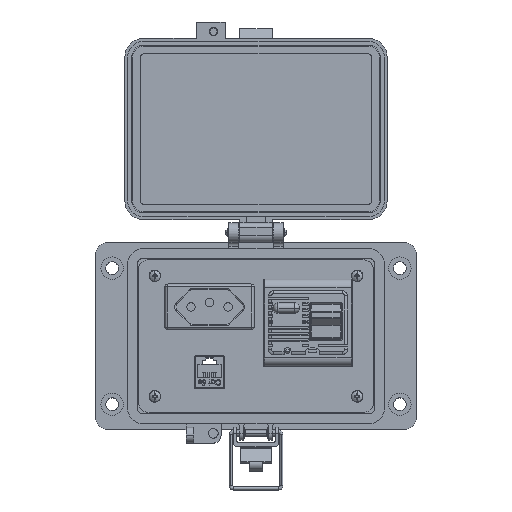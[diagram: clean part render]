
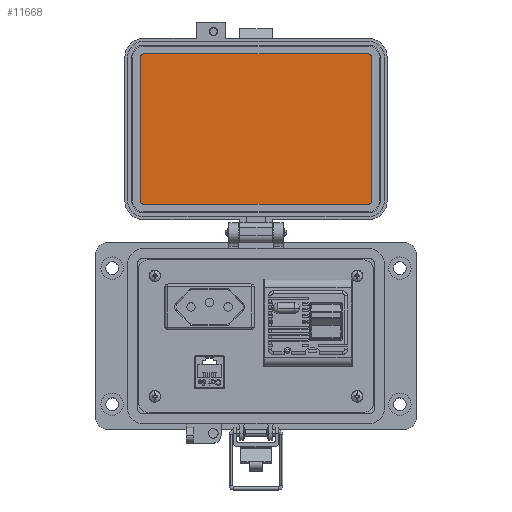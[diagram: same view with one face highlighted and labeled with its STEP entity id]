
A CAD part, top view. The second image highlights one B-rep face of the part: STEP entity #11668.
In plain terms, the highlighted planar face has unit normal (0, 0, 1).
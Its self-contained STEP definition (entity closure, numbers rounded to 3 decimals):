
#6 = VECTOR ( 'NONE', #47988, 1000. ) ;
#1220 = EDGE_CURVE ( 'NONE', #56692, #11867, #19468, .T. ) ;
#2066 = CARTESIAN_POINT ( 'NONE',  ( -57.72, 145.119, 8.694 ) ) ;
#2303 = VERTEX_POINT ( 'NONE', #47222 ) ;
#3058 = LINE ( 'NONE', #49717, #41147 ) ;
#3165 = DIRECTION ( 'NONE',  ( 0., 0., -1. ) ) ;
#3200 = CARTESIAN_POINT ( 'NONE',  ( -57.72, 69.55, 8.694 ) ) ;
#3465 = AXIS2_PLACEMENT_3D ( 'NONE', #3200, #8216, #13184 ) ;
#5555 = DIRECTION ( 'NONE',  ( -1., 0., 0. ) ) ;
#6731 = CIRCLE ( 'NONE', #27063, 1.785 ) ;
#7833 = EDGE_CURVE ( 'NONE', #32117, #46689, #6731, .T. ) ;
#8216 = DIRECTION ( 'NONE',  ( 0., 0., -1. ) ) ;
#8366 = CIRCLE ( 'NONE', #62227, 1.785 ) ;
#10956 = VECTOR ( 'NONE', #13656, 1000. ) ;
#11668 = ADVANCED_FACE ( 'NONE', ( #54008 ), #45165, .T. ) ;
#11867 = VERTEX_POINT ( 'NONE', #12987 ) ;
#12987 = CARTESIAN_POINT ( 'NONE',  ( -59.505, 69.55, 8.694 ) ) ;
#13184 = DIRECTION ( 'NONE',  ( 0., -1., 0. ) ) ;
#13656 = DIRECTION ( 'NONE',  ( 0., 1., 0. ) ) ;
#13998 = VERTEX_POINT ( 'NONE', #24839 ) ;
#14187 = CIRCLE ( 'NONE', #23588, 1.785 ) ;
#14643 = CARTESIAN_POINT ( 'NONE',  ( -57.72, 143.334, 8.694 ) ) ;
#19468 = CIRCLE ( 'NONE', #3465, 1.785 ) ;
#19635 = DIRECTION ( 'NONE',  ( 0., -1., 0. ) ) ;
#20387 = DIRECTION ( 'NONE',  ( 0., -1., 0. ) ) ;
#21306 = ORIENTED_EDGE ( 'NONE', *, *, #50561, .F. ) ;
#23588 = AXIS2_PLACEMENT_3D ( 'NONE', #53567, #23761, #58613 ) ;
#23760 = ORIENTED_EDGE ( 'NONE', *, *, #23887, .F. ) ;
#23761 = DIRECTION ( 'NONE',  ( 0., 0., -1. ) ) ;
#23887 = EDGE_CURVE ( 'NONE', #13998, #56692, #24884, .T. ) ;
#24673 = ORIENTED_EDGE ( 'NONE', *, *, #47557, .F. ) ;
#24839 = CARTESIAN_POINT ( 'NONE',  ( 57.717, 67.765, 8.694 ) ) ;
#24884 = LINE ( 'NONE', #25310, #48194 ) ;
#25310 = CARTESIAN_POINT ( 'NONE',  ( -57.72, 67.765, 8.694 ) ) ;
#25524 = EDGE_CURVE ( 'NONE', #2303, #43997, #8366, .T. ) ;
#26851 = ORIENTED_EDGE ( 'NONE', *, *, #47286, .F. ) ;
#27063 = AXIS2_PLACEMENT_3D ( 'NONE', #32947, #3165, #37932 ) ;
#28688 = CARTESIAN_POINT ( 'NONE',  ( -59.505, 143.334, 8.694 ) ) ;
#28796 = EDGE_CURVE ( 'NONE', #46328, #13998, #14187, .T. ) ;
#29602 = LINE ( 'NONE', #42993, #6 ) ;
#29742 = AXIS2_PLACEMENT_3D ( 'NONE', #30215, #50166, #20387 ) ;
#30215 = CARTESIAN_POINT ( 'NONE',  ( -30.745, 145.119, 8.694 ) ) ;
#32117 = VERTEX_POINT ( 'NONE', #41738 ) ;
#32947 = CARTESIAN_POINT ( 'NONE',  ( 57.717, 143.334, 8.694 ) ) ;
#33947 = ORIENTED_EDGE ( 'NONE', *, *, #25524, .F. ) ;
#34968 = DIRECTION ( 'NONE',  ( 0., -1., 0. ) ) ;
#37932 = DIRECTION ( 'NONE',  ( 0., -1., 0. ) ) ;
#39523 = ORIENTED_EDGE ( 'NONE', *, *, #28796, .F. ) ;
#40483 = LINE ( 'NONE', #28688, #10956 ) ;
#41147 = VECTOR ( 'NONE', #34968, 1000. ) ;
#41738 = CARTESIAN_POINT ( 'NONE',  ( 57.717, 145.119, 8.694 ) ) ;
#42993 = CARTESIAN_POINT ( 'NONE',  ( 57.717, 145.119, 8.694 ) ) ;
#43743 = CARTESIAN_POINT ( 'NONE',  ( 59.502, 69.55, 8.694 ) ) ;
#43997 = VERTEX_POINT ( 'NONE', #2066 ) ;
#45165 = PLANE ( 'NONE',  #29742 ) ;
#46328 = VERTEX_POINT ( 'NONE', #43743 ) ;
#46689 = VERTEX_POINT ( 'NONE', #51993 ) ;
#47222 = CARTESIAN_POINT ( 'NONE',  ( -59.505, 143.334, 8.694 ) ) ;
#47286 = EDGE_CURVE ( 'NONE', #11867, #2303, #40483, .T. ) ;
#47557 = EDGE_CURVE ( 'NONE', #43997, #32117, #29602, .T. ) ;
#47988 = DIRECTION ( 'NONE',  ( 1., 0., 0. ) ) ;
#48194 = VECTOR ( 'NONE', #5555, 1000. ) ;
#48832 = EDGE_LOOP ( 'NONE', ( #33947, #26851, #51787, #23760, #39523, #21306, #61766, #24673 ) ) ;
#49398 = DIRECTION ( 'NONE',  ( 0., 0., -1. ) ) ;
#49717 = CARTESIAN_POINT ( 'NONE',  ( 59.502, 69.55, 8.694 ) ) ;
#50166 = DIRECTION ( 'NONE',  ( 0., 0., 1. ) ) ;
#50561 = EDGE_CURVE ( 'NONE', #46689, #46328, #3058, .T. ) ;
#51787 = ORIENTED_EDGE ( 'NONE', *, *, #1220, .F. ) ;
#51993 = CARTESIAN_POINT ( 'NONE',  ( 59.502, 143.334, 8.694 ) ) ;
#53567 = CARTESIAN_POINT ( 'NONE',  ( 57.717, 69.55, 8.694 ) ) ;
#54008 = FACE_OUTER_BOUND ( 'NONE', #48832, .T. ) ;
#56692 = VERTEX_POINT ( 'NONE', #63935 ) ;
#58613 = DIRECTION ( 'NONE',  ( 0., -1., 0. ) ) ;
#61766 = ORIENTED_EDGE ( 'NONE', *, *, #7833, .F. ) ;
#62227 = AXIS2_PLACEMENT_3D ( 'NONE', #14643, #49398, #19635 ) ;
#63935 = CARTESIAN_POINT ( 'NONE',  ( -57.72, 67.765, 8.694 ) ) ;
